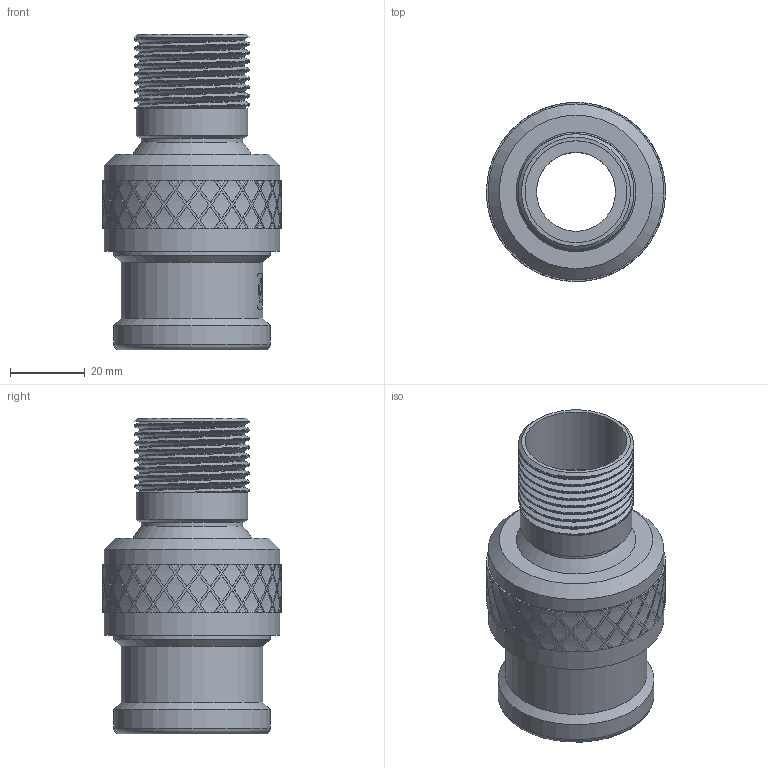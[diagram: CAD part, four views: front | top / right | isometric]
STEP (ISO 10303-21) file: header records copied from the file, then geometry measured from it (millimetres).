
FILE_DESCRIPTION(/* description */ (''),/* implementation_level */ '2;1');
FILE_NAME(/* name */ '51165 Kugelgelenk 10_.stp',/* time_stamp */ '2017-08-21T08:55:32+02:00',/* author */ ('guzb562'),/* organization */ (''),/* preprocessor_version */ 'ST-DEVELOPER v16.1',/* originating_system */ 'Autodesk Inventor 2016',/* authorisation */ '');
FILE_SCHEMA (('AUTOMOTIVE_DESIGN { 1 0 10303 214 3 1 1 }'));
Length unit declared in the file: millimetre
Products named in the file (1): 51165 Kugelgelenk 10_
Bounding box: 47.73 x 47.73 x 84.32 mm (x, y, z)
Volume: 55091.6 mm3; surface area: 32379 mm2
Topology: 3 solids, 3 shells, 758 faces, 2088 edges, 1389 vertices
Faces by surface type: plane 499, cylinder 162, bspline 90, cone 5, sphere 1, torus 1
Full cylindrical faces by diameter (mm): 21.07 x1, 27.122 x1, 27.184 x1, 27.886 x2, 29.831 x1, 30.9 x2, 37.785 x1, 41.673 x1, 41.763 x1, 46.933 x2, 47.529 x1
Entity records: 37329 total; most frequent: CARTESIAN_POINT 17594, DIRECTION 4345, ORIENTED_EDGE 4124, EDGE_CURVE 2062, AXIS2_PLACEMENT_3D 1816, VERTEX_POINT 1385, EDGE_LOOP 839, ELLIPSE 830
